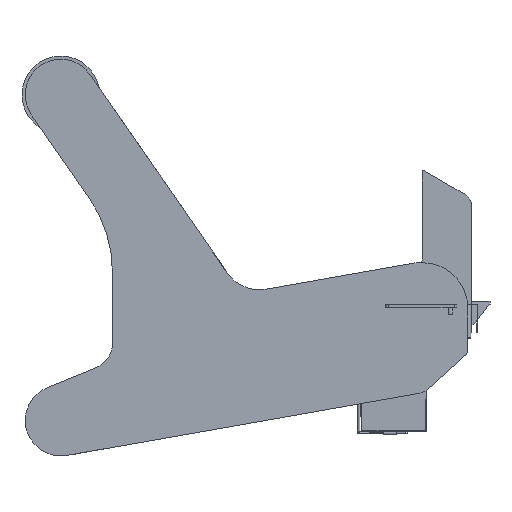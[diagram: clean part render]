
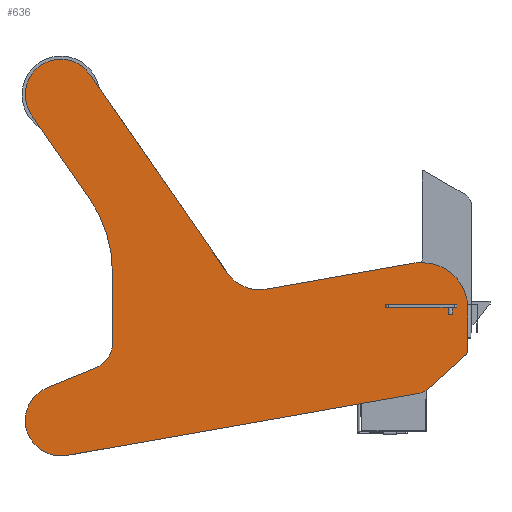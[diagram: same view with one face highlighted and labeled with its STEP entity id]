
A CAD part, left-side view. The second image highlights one B-rep face of the part: STEP entity #636.
In plain terms, the highlighted planar face has unit normal (-1, 0, 0).
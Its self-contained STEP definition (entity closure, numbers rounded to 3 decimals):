
#103=CARTESIAN_POINT('',(-66.5,-27.,-37.774));
#104=DIRECTION('',(-1.,0.,0.));
#105=DIRECTION('',(0.,-0.669,-0.743));
#106=AXIS2_PLACEMENT_3D('',#103,#104,#105);
#108=DIRECTION('',(0.,-0.743,0.669));
#109=VECTOR('',#108,38.984);
#110=CARTESIAN_POINT('',(-66.5,-1.375,-67.575));
#111=LINE('',#110,#109);
#112=CARTESIAN_POINT('',(-66.5,8.662,-56.428));
#113=DIRECTION('',(-1.,0.,0.));
#114=DIRECTION('',(0.,-0.174,-0.985));
#115=AXIS2_PLACEMENT_3D('',#112,#113,#114);
#117=DIRECTION('',(0.,0.985,-0.174));
#118=VECTOR('',#117,276.366);
#119=CARTESIAN_POINT('',(-66.5,6.058,-71.2));
#120=LINE('',#119,#118);
#121=CARTESIAN_POINT('',(-66.5,283.,-92.108));
#122=DIRECTION('',(1.,0.,0.));
#123=DIRECTION('',(0.,-0.174,-0.985));
#124=AXIS2_PLACEMENT_3D('',#121,#122,#123);
#126=DIRECTION('',(0.,-0.926,0.379));
#127=VECTOR('',#126,41.039);
#128=CARTESIAN_POINT('',(-66.5,293.412,-66.656));
#129=LINE('',#128,#127);
#130=DIRECTION('',(0.,0.,1.));
#131=VECTOR('',#130,55.319);
#132=CARTESIAN_POINT('',(-66.5,243.,-32.607));
#133=LINE('',#132,#131);
#134=DIRECTION('',(0.,0.569,0.822));
#135=VECTOR('',#134,78.687);
#136=CARTESIAN_POINT('',(-66.5,260.797,79.657));
#137=LINE('',#136,#135);
#138=CARTESIAN_POINT('',(-66.5,283.,160.));
#139=DIRECTION('',(1.,0.,0.));
#140=DIRECTION('',(0.,0.822,-0.569));
#141=AXIS2_PLACEMENT_3D('',#138,#139,#140);
#143=DIRECTION('',(0.,-0.569,-0.822));
#144=VECTOR('',#143,186.936);
#145=CARTESIAN_POINT('',(-66.5,260.394,175.66));
#146=LINE('',#145,#144);
#147=DIRECTION('',(0.,-0.985,0.174));
#148=VECTOR('',#147,115.24);
#149=CARTESIAN_POINT('',(-66.5,124.074,9.533));
#150=LINE('',#149,#148);
#151=CARTESIAN_POINT('',(-66.5,5.375,0.));
#152=DIRECTION('',(-1.,0.,0.));
#153=DIRECTION('',(0.,0.,1.));
#154=AXIS2_PLACEMENT_3D('',#151,#152,#153);
#156=DIRECTION('',(0.,-1.,0.));
#157=VECTOR('',#156,2.375);
#158=CARTESIAN_POINT('',(-66.5,5.375,30.));
#159=LINE('',#158,#157);
#160=CARTESIAN_POINT('',(-66.5,3.,-5.));
#161=DIRECTION('',(-1.,0.,0.));
#162=DIRECTION('',(0.,-1.,0.));
#163=AXIS2_PLACEMENT_3D('',#160,#161,#162);
#165=DIRECTION('',(0.,0.,-1.));
#166=VECTOR('',#165,32.774);
#167=CARTESIAN_POINT('',(-66.5,-32.,-5.));
#168=LINE('',#167,#166);
#369=CARTESIAN_POINT('',(-66.5,129.283,39.077));
#370=DIRECTION('',(1.,0.,0.));
#371=DIRECTION('',(0.,-0.174,-0.985));
#372=AXIS2_PLACEMENT_3D('',#369,#370,#371);
#427=CARTESIAN_POINT('',(-66.5,343.,22.712));
#428=DIRECTION('',(1.,0.,0.));
#429=DIRECTION('',(0.,-0.822,0.569));
#430=AXIS2_PLACEMENT_3D('',#427,#428,#429);
#445=CARTESIAN_POINT('',(-66.5,263.,-32.607));
#446=DIRECTION('',(1.,0.,0.));
#447=DIRECTION('',(0.,-1.,0.));
#448=AXIS2_PLACEMENT_3D('',#445,#446,#447);
#471=CARTESIAN_POINT('',(-66.5,278.225,-119.191));
#472=CARTESIAN_POINT('',(-66.5,293.412,-66.656));
#473=VERTEX_POINT('',#471);
#474=VERTEX_POINT('',#472);
#475=CARTESIAN_POINT('',(-66.5,305.606,144.34));
#476=CARTESIAN_POINT('',(-66.5,260.394,175.66));
#477=VERTEX_POINT('',#475);
#478=VERTEX_POINT('',#476);
#487=CARTESIAN_POINT('',(-66.5,5.375,30.));
#488=CARTESIAN_POINT('',(-66.5,10.585,29.544));
#489=VERTEX_POINT('',#487);
#490=VERTEX_POINT('',#488);
#495=CARTESIAN_POINT('',(-66.5,124.074,9.533));
#496=VERTEX_POINT('',#495);
#499=CARTESIAN_POINT('',(-66.5,-32.,-5.));
#500=CARTESIAN_POINT('',(-66.5,3.,30.));
#501=VERTEX_POINT('',#499);
#502=VERTEX_POINT('',#500);
#511=CARTESIAN_POINT('',(-66.5,153.944,21.994));
#513=VERTEX_POINT('',#511);
#515=CARTESIAN_POINT('',(-66.5,260.797,79.657));
#517=VERTEX_POINT('',#515);
#519=CARTESIAN_POINT('',(-66.5,243.,22.712));
#521=VERTEX_POINT('',#519);
#523=CARTESIAN_POINT('',(-66.5,243.,-32.607));
#525=VERTEX_POINT('',#523);
#527=CARTESIAN_POINT('',(-66.5,255.428,-51.118));
#529=VERTEX_POINT('',#527);
#531=CARTESIAN_POINT('',(-66.5,6.058,-71.2));
#532=CARTESIAN_POINT('',(-66.5,-1.375,-67.575));
#533=VERTEX_POINT('',#531);
#534=VERTEX_POINT('',#532);
#535=CARTESIAN_POINT('',(-66.5,-30.346,-41.49));
#536=CARTESIAN_POINT('',(-66.5,-32.,-37.774));
#537=VERTEX_POINT('',#535);
#538=VERTEX_POINT('',#536);
#593=CARTESIAN_POINT('',(-66.5,143.,30.));
#594=DIRECTION('',(1.,0.,0.));
#595=DIRECTION('',(0.,0.,-1.));
#596=AXIS2_PLACEMENT_3D('',#593,#594,#595);
#597=PLANE('',#596);
#599=ORIENTED_EDGE('',*,*,#598,.F.);
#601=ORIENTED_EDGE('',*,*,#600,.F.);
#603=ORIENTED_EDGE('',*,*,#602,.F.);
#605=ORIENTED_EDGE('',*,*,#604,.T.);
#607=ORIENTED_EDGE('',*,*,#606,.T.);
#609=ORIENTED_EDGE('',*,*,#608,.T.);
#611=ORIENTED_EDGE('',*,*,#610,.F.);
#613=ORIENTED_EDGE('',*,*,#612,.T.);
#615=ORIENTED_EDGE('',*,*,#614,.F.);
#617=ORIENTED_EDGE('',*,*,#616,.T.);
#619=ORIENTED_EDGE('',*,*,#618,.T.);
#621=ORIENTED_EDGE('',*,*,#620,.T.);
#623=ORIENTED_EDGE('',*,*,#622,.F.);
#625=ORIENTED_EDGE('',*,*,#624,.T.);
#627=ORIENTED_EDGE('',*,*,#626,.F.);
#629=ORIENTED_EDGE('',*,*,#628,.T.);
#631=ORIENTED_EDGE('',*,*,#630,.F.);
#633=ORIENTED_EDGE('',*,*,#632,.T.);
#634=EDGE_LOOP('',(#599,#601,#603,#605,#607,#609,#611,#613,#615,#617,#619,#621,
#623,#625,#627,#629,#631,#633));
#635=FACE_OUTER_BOUND('',#634,.F.);
#107=CIRCLE('',#106,5.);
#116=CIRCLE('',#115,15.);
#125=CIRCLE('',#124,27.5);
#142=CIRCLE('',#141,27.5);
#155=CIRCLE('',#154,30.);
#164=CIRCLE('',#163,35.);
#373=CIRCLE('',#372,30.);
#431=CIRCLE('',#430,100.);
#449=CIRCLE('',#448,20.);
#598=EDGE_CURVE('',#537,#538,#107,.T.);
#600=EDGE_CURVE('',#534,#537,#111,.T.);
#602=EDGE_CURVE('',#533,#534,#116,.T.);
#604=EDGE_CURVE('',#533,#473,#120,.T.);
#606=EDGE_CURVE('',#473,#474,#125,.T.);
#608=EDGE_CURVE('',#474,#529,#129,.T.);
#610=EDGE_CURVE('',#525,#529,#449,.T.);
#612=EDGE_CURVE('',#525,#521,#133,.T.);
#614=EDGE_CURVE('',#517,#521,#431,.T.);
#616=EDGE_CURVE('',#517,#477,#137,.T.);
#618=EDGE_CURVE('',#477,#478,#142,.T.);
#620=EDGE_CURVE('',#478,#513,#146,.T.);
#622=EDGE_CURVE('',#496,#513,#373,.T.);
#624=EDGE_CURVE('',#496,#490,#150,.T.);
#626=EDGE_CURVE('',#489,#490,#155,.T.);
#628=EDGE_CURVE('',#489,#502,#159,.T.);
#630=EDGE_CURVE('',#501,#502,#164,.T.);
#632=EDGE_CURVE('',#501,#538,#168,.T.);
#636=ADVANCED_FACE('',(#635),#597,.F.);
